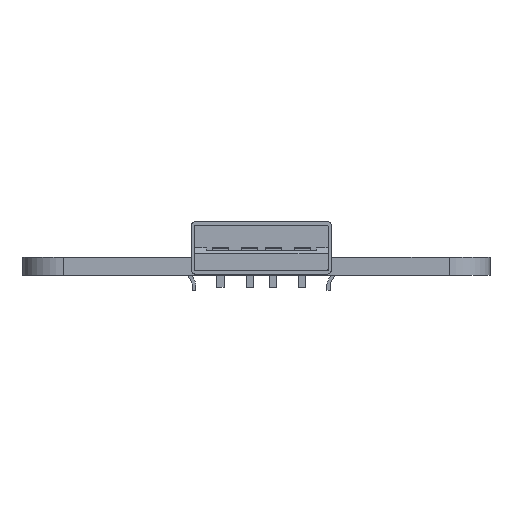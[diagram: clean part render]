
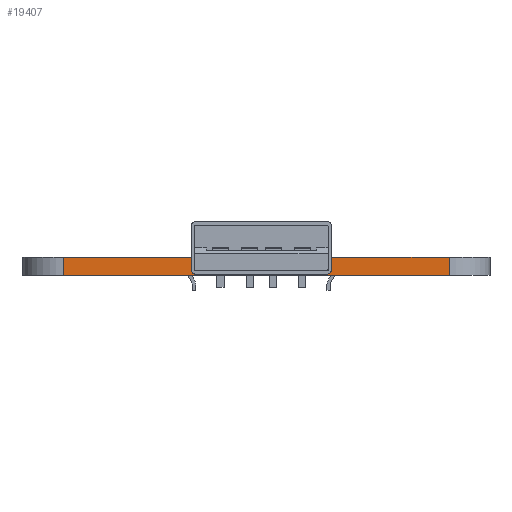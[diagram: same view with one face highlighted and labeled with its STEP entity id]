
A CAD part, left-side view. The second image highlights one B-rep face of the part: STEP entity #19407.
In plain terms, the highlighted planar face has unit normal (-1, 0, 0).
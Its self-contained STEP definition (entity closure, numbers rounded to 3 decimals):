
#16266 = CYLINDRICAL_SURFACE('',#16267,3.5);
#16267 = AXIS2_PLACEMENT_3D('',#16268,#16269,#16270);
#16268 = CARTESIAN_POINT('',(74.5,-97.5,0.));
#16269 = DIRECTION('',(-0.,-0.,-1.));
#16270 = DIRECTION('',(1.,0.,-0.));
#16294 = PLANE('',#16295);
#16295 = AXIS2_PLACEMENT_3D('',#16296,#16297,#16298);
#16296 = CARTESIAN_POINT('',(103.508,-113.962,1.554));
#16297 = DIRECTION('',(-0.,-0.,-1.));
#16298 = DIRECTION('',(-1.,0.,0.));
#16348 = PLANE('',#16349);
#16349 = AXIS2_PLACEMENT_3D('',#16350,#16351,#16352);
#16350 = CARTESIAN_POINT('',(103.508,-113.962,0.));
#16351 = DIRECTION('',(-0.,-0.,-1.));
#16352 = DIRECTION('',(-1.,0.,0.));
#16365 = VERTEX_POINT('',#16366);
#16366 = CARTESIAN_POINT('',(71.,-97.5,1.554));
#16392 = EDGE_CURVE('',#16393,#16365,#16395,.T.);
#16393 = VERTEX_POINT('',#16394);
#16394 = CARTESIAN_POINT('',(71.,-97.5,0.));
#16395 = SURFACE_CURVE('',#16396,(#16400,#16407),.PCURVE_S1.);
#16396 = LINE('',#16397,#16398);
#16397 = CARTESIAN_POINT('',(71.,-97.5,0.));
#16398 = VECTOR('',#16399,1.);
#16399 = DIRECTION('',(0.,0.,1.));
#16400 = PCURVE('',#16266,#16401);
#16401 = DEFINITIONAL_REPRESENTATION('',(#16402),#16406);
#16402 = LINE('',#16403,#16404);
#16403 = CARTESIAN_POINT('',(-3.142,0.));
#16404 = VECTOR('',#16405,1.);
#16405 = DIRECTION('',(-0.,-1.));
#16406 = ( GEOMETRIC_REPRESENTATION_CONTEXT(2) 
PARAMETRIC_REPRESENTATION_CONTEXT() REPRESENTATION_CONTEXT('2D SPACE',''
  ) );
#16407 = PCURVE('',#16408,#16413);
#16408 = PLANE('',#16409);
#16409 = AXIS2_PLACEMENT_3D('',#16410,#16411,#16412);
#16410 = CARTESIAN_POINT('',(71.,-130.45,0.));
#16411 = DIRECTION('',(-1.,0.,0.));
#16412 = DIRECTION('',(0.,1.,0.));
#16413 = DEFINITIONAL_REPRESENTATION('',(#16414),#16418);
#16414 = LINE('',#16415,#16416);
#16415 = CARTESIAN_POINT('',(32.95,0.));
#16416 = VECTOR('',#16417,1.);
#16417 = DIRECTION('',(0.,-1.));
#16418 = ( GEOMETRIC_REPRESENTATION_CONTEXT(2) 
PARAMETRIC_REPRESENTATION_CONTEXT() REPRESENTATION_CONTEXT('2D SPACE',''
  ) );
#16622 = VERTEX_POINT('',#16623);
#16623 = CARTESIAN_POINT('',(71.,-130.45,0.));
#16642 = CYLINDRICAL_SURFACE('',#16643,3.5);
#16643 = AXIS2_PLACEMENT_3D('',#16644,#16645,#16646);
#16644 = CARTESIAN_POINT('',(74.5,-130.45,0.));
#16645 = DIRECTION('',(-0.,-0.,-1.));
#16646 = DIRECTION('',(1.,0.,-0.));
#16654 = EDGE_CURVE('',#16622,#16393,#16655,.T.);
#16655 = SURFACE_CURVE('',#16656,(#16660,#16667),.PCURVE_S1.);
#16656 = LINE('',#16657,#16658);
#16657 = CARTESIAN_POINT('',(71.,-130.45,0.));
#16658 = VECTOR('',#16659,1.);
#16659 = DIRECTION('',(0.,1.,0.));
#16660 = PCURVE('',#16348,#16661);
#16661 = DEFINITIONAL_REPRESENTATION('',(#16662),#16666);
#16662 = LINE('',#16663,#16664);
#16663 = CARTESIAN_POINT('',(32.508,-16.487));
#16664 = VECTOR('',#16665,1.);
#16665 = DIRECTION('',(0.,1.));
#16666 = ( GEOMETRIC_REPRESENTATION_CONTEXT(2) 
PARAMETRIC_REPRESENTATION_CONTEXT() REPRESENTATION_CONTEXT('2D SPACE',''
  ) );
#16667 = PCURVE('',#16408,#16668);
#16668 = DEFINITIONAL_REPRESENTATION('',(#16669),#16673);
#16669 = LINE('',#16670,#16671);
#16670 = CARTESIAN_POINT('',(0.,0.));
#16671 = VECTOR('',#16672,1.);
#16672 = DIRECTION('',(1.,0.));
#16673 = ( GEOMETRIC_REPRESENTATION_CONTEXT(2) 
PARAMETRIC_REPRESENTATION_CONTEXT() REPRESENTATION_CONTEXT('2D SPACE',''
  ) );
#18165 = VERTEX_POINT('',#18166);
#18166 = CARTESIAN_POINT('',(71.,-130.45,1.554));
#18192 = EDGE_CURVE('',#18165,#16365,#18193,.T.);
#18193 = SURFACE_CURVE('',#18194,(#18198,#18205),.PCURVE_S1.);
#18194 = LINE('',#18195,#18196);
#18195 = CARTESIAN_POINT('',(71.,-130.45,1.554));
#18196 = VECTOR('',#18197,1.);
#18197 = DIRECTION('',(0.,1.,0.));
#18198 = PCURVE('',#16294,#18199);
#18199 = DEFINITIONAL_REPRESENTATION('',(#18200),#18204);
#18200 = LINE('',#18201,#18202);
#18201 = CARTESIAN_POINT('',(32.508,-16.487));
#18202 = VECTOR('',#18203,1.);
#18203 = DIRECTION('',(0.,1.));
#18204 = ( GEOMETRIC_REPRESENTATION_CONTEXT(2) 
PARAMETRIC_REPRESENTATION_CONTEXT() REPRESENTATION_CONTEXT('2D SPACE',''
  ) );
#18205 = PCURVE('',#16408,#18206);
#18206 = DEFINITIONAL_REPRESENTATION('',(#18207),#18211);
#18207 = LINE('',#18208,#18209);
#18208 = CARTESIAN_POINT('',(0.,-1.554));
#18209 = VECTOR('',#18210,1.);
#18210 = DIRECTION('',(1.,0.));
#18211 = ( GEOMETRIC_REPRESENTATION_CONTEXT(2) 
PARAMETRIC_REPRESENTATION_CONTEXT() REPRESENTATION_CONTEXT('2D SPACE',''
  ) );
#19407 = ADVANCED_FACE('',(#19408),#16408,.T.);
#19408 = FACE_BOUND('',#19409,.T.);
#19409 = EDGE_LOOP('',(#19410,#19431,#19432,#19433));
#19410 = ORIENTED_EDGE('',*,*,#19411,.T.);
#19411 = EDGE_CURVE('',#16622,#18165,#19412,.T.);
#19412 = SURFACE_CURVE('',#19413,(#19417,#19424),.PCURVE_S1.);
#19413 = LINE('',#19414,#19415);
#19414 = CARTESIAN_POINT('',(71.,-130.45,0.));
#19415 = VECTOR('',#19416,1.);
#19416 = DIRECTION('',(0.,0.,1.));
#19417 = PCURVE('',#16408,#19418);
#19418 = DEFINITIONAL_REPRESENTATION('',(#19419),#19423);
#19419 = LINE('',#19420,#19421);
#19420 = CARTESIAN_POINT('',(0.,0.));
#19421 = VECTOR('',#19422,1.);
#19422 = DIRECTION('',(0.,-1.));
#19423 = ( GEOMETRIC_REPRESENTATION_CONTEXT(2) 
PARAMETRIC_REPRESENTATION_CONTEXT() REPRESENTATION_CONTEXT('2D SPACE',''
  ) );
#19424 = PCURVE('',#16642,#19425);
#19425 = DEFINITIONAL_REPRESENTATION('',(#19426),#19430);
#19426 = LINE('',#19427,#19428);
#19427 = CARTESIAN_POINT('',(-3.142,0.));
#19428 = VECTOR('',#19429,1.);
#19429 = DIRECTION('',(-0.,-1.));
#19430 = ( GEOMETRIC_REPRESENTATION_CONTEXT(2) 
PARAMETRIC_REPRESENTATION_CONTEXT() REPRESENTATION_CONTEXT('2D SPACE',''
  ) );
#19431 = ORIENTED_EDGE('',*,*,#18192,.T.);
#19432 = ORIENTED_EDGE('',*,*,#16392,.F.);
#19433 = ORIENTED_EDGE('',*,*,#16654,.F.);
